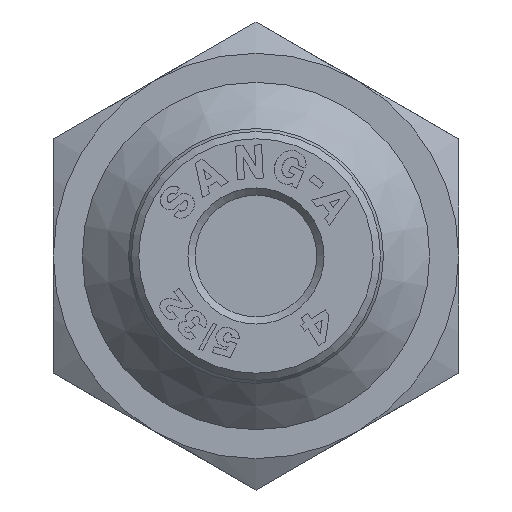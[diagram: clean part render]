
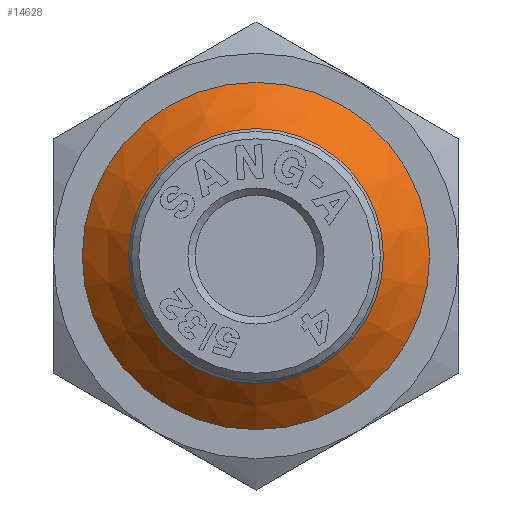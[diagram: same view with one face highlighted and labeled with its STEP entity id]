
A CAD part, left-side view. The second image highlights one B-rep face of the part: STEP entity #14628.
In plain terms, the highlighted conical face has half-angle 45 degrees and reference radius 5.2 mm.
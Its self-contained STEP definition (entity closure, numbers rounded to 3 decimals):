
#4822=FACE_BOUND('',#5677,.T.);
#4883=FACE_OUTER_BOUND('',#5676,.T.);
#5676=EDGE_LOOP('',(#10240));
#5677=EDGE_LOOP('',(#10241));
#6514=CIRCLE('',#15415,4.4);
#6521=CIRCLE('',#15427,6.);
#6594=VERTEX_POINT('',#20125);
#6601=VERTEX_POINT('',#20144);
#8050=EDGE_CURVE('',#6594,#6594,#6514,.T.);
#8057=EDGE_CURVE('',#6601,#6601,#6521,.T.);
#10240=ORIENTED_EDGE('',*,*,#8057,.F.);
#10241=ORIENTED_EDGE('',*,*,#8050,.F.);
#14591=CONICAL_SURFACE('',#15426,5.2,45.);
#14628=ADVANCED_FACE('',(#4883,#4822),#14591,.T.);
#15415=AXIS2_PLACEMENT_3D('',#20126,#16340,#16341);
#15426=AXIS2_PLACEMENT_3D('',#20143,#16362,#16363);
#15427=AXIS2_PLACEMENT_3D('',#20145,#16364,#16365);
#16340=DIRECTION('center_axis',(-1.,0.,0.));
#16341=DIRECTION('ref_axis',(0.,0.,1.));
#16362=DIRECTION('center_axis',(1.,0.,0.));
#16363=DIRECTION('ref_axis',(0.,0.,1.));
#16364=DIRECTION('center_axis',(1.,0.,0.));
#16365=DIRECTION('ref_axis',(0.,0.,1.));
#20125=CARTESIAN_POINT('',(13.747,17.287,-4.82));
#20126=CARTESIAN_POINT('Origin',(13.747,17.287,-0.42));
#20143=CARTESIAN_POINT('Origin',(14.547,17.287,-0.42));
#20144=CARTESIAN_POINT('',(15.347,17.287,-6.42));
#20145=CARTESIAN_POINT('Origin',(15.347,17.287,-0.42));
